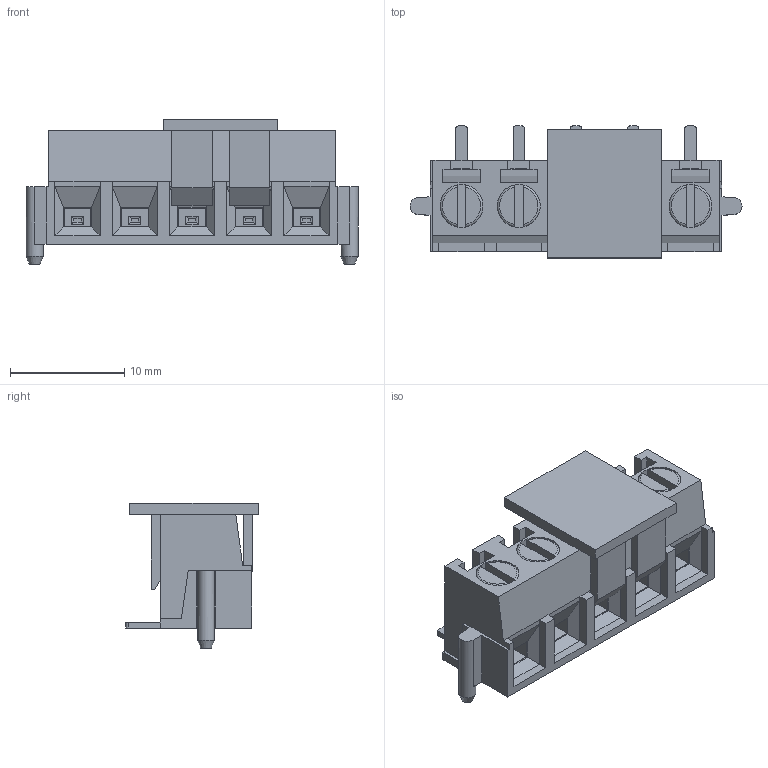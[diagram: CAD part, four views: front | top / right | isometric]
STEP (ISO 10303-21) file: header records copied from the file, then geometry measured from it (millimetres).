
FILE_DESCRIPTION(/* description */ ('Unknown'),/* implementation_level */ '2;1');
FILE_NAME(/* name */ '691709710305',/* time_stamp */ '2016-02-25T09:22:18+01:00',/* author */ ('Unknown'),/* organization */ ('Unknown'),/* preprocessor_version */ 'ST-DEVELOPER v16',/* originating_system */ 'DEX',/* authorisation */ $);
FILE_SCHEMA (('AUTOMOTIVE_DESIGN {1 0 10303 214 3 1 1}'));
Length unit declared in the file: millimetre
Products named in the file (6): 6917097103xx; 691709710305; 6917097103xx_CAGE; 6917097103xx_PIN; 6917097103xx_VIS; 6917097103xx_PAD
Assembly tree (17 placements, depth 2):
  6917097103xx
    691709710305
    6917097103xx_CAGE  x5
    6917097103xx_PIN  x5
    6917097103xx_VIS  x5
    6917097103xx_PAD
Bounding box: 29 x 11.55 x 12.7 mm (x, y, z)
Volume: 1482.8 mm3; surface area: 3959.8 mm2
Topology: 17 solids, 17 shells, 607 faces, 1587 edges, 1018 vertices
Faces by surface type: plane 448, cylinder 122, torus 15, cone 12, bspline 10
Full cylindrical faces by diameter (mm): 1.5 x2, 2.4 x5, 2.9 x5, 3.75 x10
Entity records: 10966 total; most frequent: CARTESIAN_POINT 2012, ORIENTED_EDGE 1808, DIRECTION 1682, EDGE_CURVE 904, LINE 828, VECTOR 828, VERTEX_POINT 582, AXIS2_PLACEMENT_3D 427
